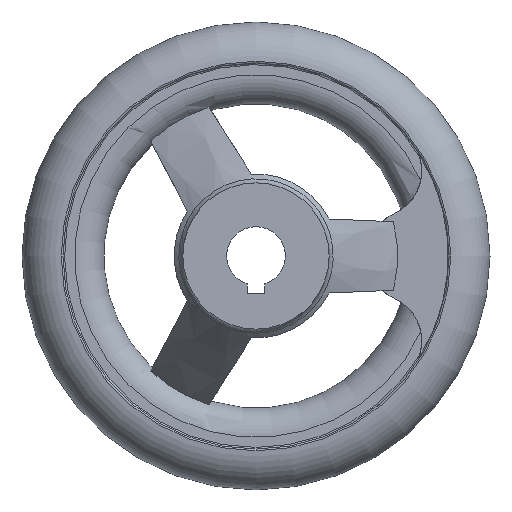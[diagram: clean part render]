
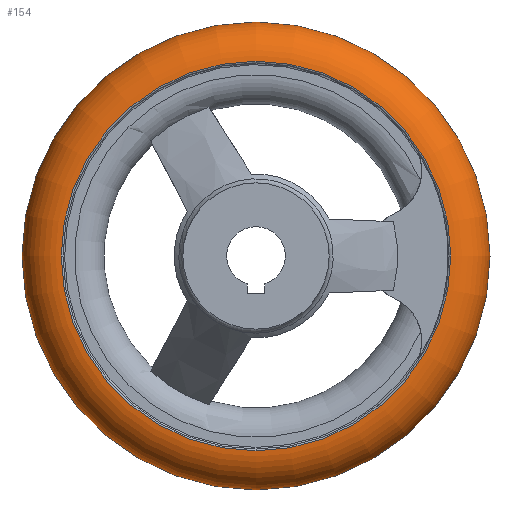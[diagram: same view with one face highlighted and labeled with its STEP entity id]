
A CAD part, front view. The second image highlights one B-rep face of the part: STEP entity #154.
In plain terms, the highlighted toroidal (fillet/blend) face has major radius 33 mm and minor radius 7 mm.
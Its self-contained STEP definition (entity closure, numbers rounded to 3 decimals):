
#154 = ADVANCED_FACE( '', ( #323, #324, #325 ), #326, .T. );
#323 = FACE_BOUND( '', #519, .T. );
#324 = FACE_OUTER_BOUND( '', #520, .T. );
#325 = FACE_OUTER_BOUND( '', #521, .T. );
#326 = TOROIDAL_SURFACE( '', #522, 33., 7. );
#519 = VERTEX_LOOP( '', #899 );
#520 = EDGE_LOOP( '', ( #900 ) );
#521 = EDGE_LOOP( '', ( #901 ) );
#522 = AXIS2_PLACEMENT_3D( '', #902, #903, #904 );
#899 = VERTEX_POINT( '', #1053 );
#900 = ORIENTED_EDGE( '', *, *, #921, .T. );
#901 = ORIENTED_EDGE( '', *, *, #1051, .F. );
#902 = CARTESIAN_POINT( '', ( 0., 22., 0. ) );
#903 = DIRECTION( '', ( 0., -1., 0. ) );
#904 = DIRECTION( '', ( 0., 0., -1. ) );
#921 = EDGE_CURVE( '', #1084, #1084, #1085, .T. );
#1051 = EDGE_CURVE( '', #1272, #1272, #1273, .T. );
#1053 = CARTESIAN_POINT( '', ( 0., 22., -40. ) );
#1084 = VERTEX_POINT( '', #1345 );
#1085 = CIRCLE( '', #1346, 33.292 );
#1272 = VERTEX_POINT( '', #1810 );
#1273 = CIRCLE( '', #1811, 33.292 );
#1345 = CARTESIAN_POINT( '', ( 0., 28.994, -33.292 ) );
#1346 = AXIS2_PLACEMENT_3D( '', #1837, #1838, #1839 );
#1810 = CARTESIAN_POINT( '', ( 0., 15.006, -33.292 ) );
#1811 = AXIS2_PLACEMENT_3D( '', #1990, #1991, #1992 );
#1837 = CARTESIAN_POINT( '', ( 0., 28.994, 0. ) );
#1838 = DIRECTION( '', ( 0., -1., 0. ) );
#1839 = DIRECTION( '', ( 0., 0., -1. ) );
#1990 = CARTESIAN_POINT( '', ( 0., 15.006, 0. ) );
#1991 = DIRECTION( '', ( 0., -1., 0. ) );
#1992 = DIRECTION( '', ( 0., 0., -1. ) );
